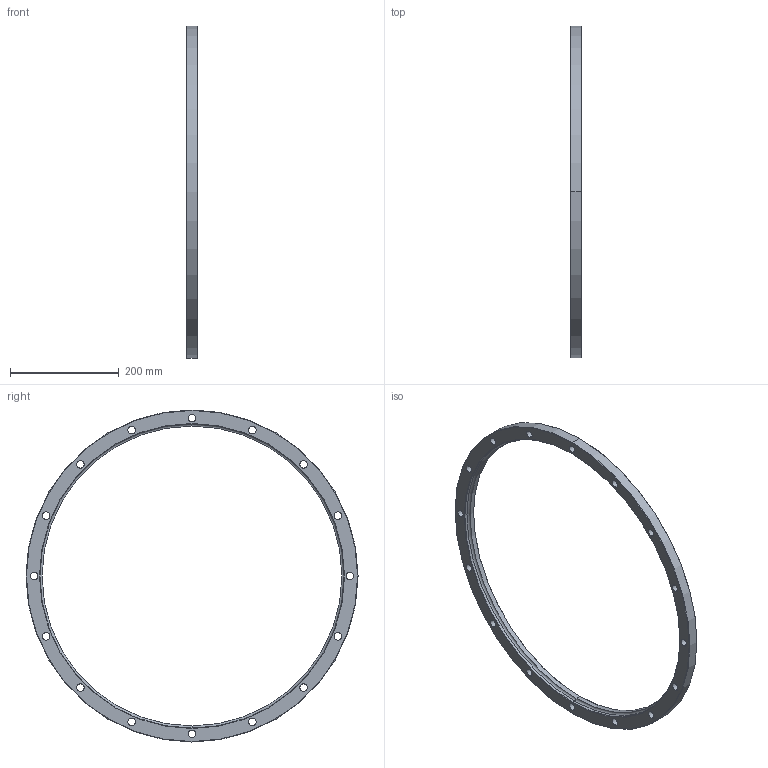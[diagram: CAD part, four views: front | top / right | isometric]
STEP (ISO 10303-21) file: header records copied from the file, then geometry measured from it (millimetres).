
FILE_DESCRIPTION (( 'STEP AP203' ), '1' );
FILE_NAME ('152520203.STEP', '2018-07-18T01:23:16', ( '' ), ( '' ), 'SwSTEP 2.0', 'SolidWorks 2014', '' );
FILE_SCHEMA (( 'CONFIG_CONTROL_DESIGN' ));
Length unit declared in the file: millimetre
Products named in the file (1): 152520203
Bounding box: 20 x 610 x 610 mm (x, y, z)
Volume: 964413 mm3; surface area: 184042.6 mm2
Topology: 1 solids, 1 shells, 50 faces, 132 edges, 84 vertices
Faces by surface type: cylinder 38, cone 8, torus 2, plane 2
Entity records: 1731 total; most frequent: DIRECTION 320, CARTESIAN_POINT 267, ORIENTED_EDGE 264, AXIS2_PLACEMENT_3D 137, EDGE_CURVE 132, CIRCLE 86, EDGE_LOOP 84, VERTEX_POINT 84
